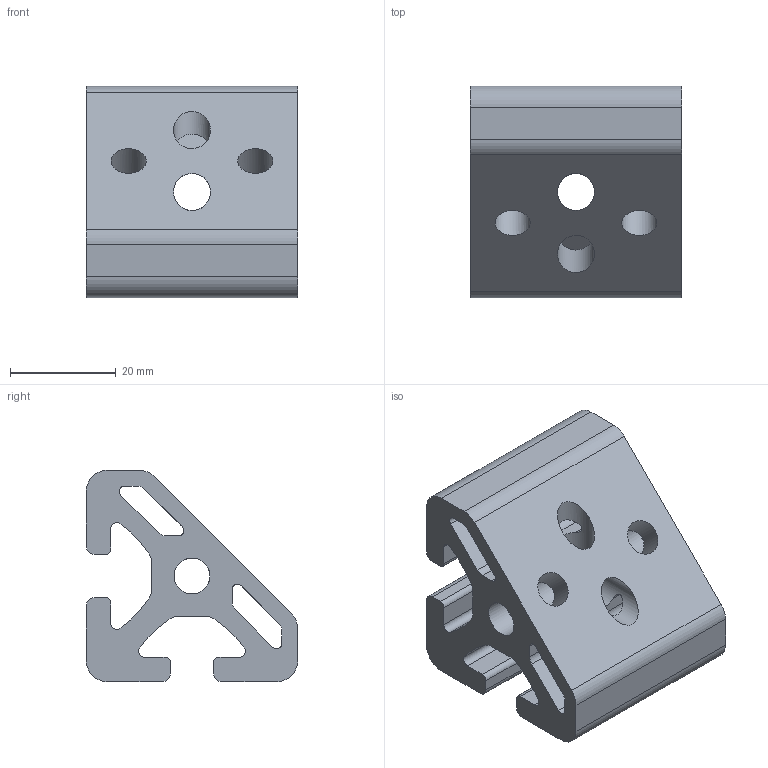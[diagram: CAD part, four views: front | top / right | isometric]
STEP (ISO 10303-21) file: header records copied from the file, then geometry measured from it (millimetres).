
FILE_DESCRIPTION(/* description */ ('Winkelelement T1-40'),/* implementation_level */ '2;1');
FILE_NAME(/* name */ '282321001 Winkelelement T1-40.stp',/* time_stamp */ '2020-03-10T14:28:19+01:00',/* author */ ('wheldmann'),/* organization */ (''),/* preprocessor_version */ 'ST-DEVELOPER v17.2',/* originating_system */ 'Autodesk Inventor 2019',/* authorisation */ ' ');
FILE_SCHEMA (('AUTOMOTIVE_DESIGN { 1 0 10303 214 3 1 1 }'));
Length unit declared in the file: millimetre
Products named in the file (1): 282321001
Bounding box: 40 x 40 x 40 mm (x, y, z)
Volume: 27686.8 mm3; surface area: 13949.3 mm2
Topology: 1 solids, 1 shells, 76 faces, 259 edges, 175 vertices
Faces by surface type: cylinder 45, plane 29, cone 2
Full cylindrical faces by diameter (mm): 6.647 x4, 6.8 x2, 7 x4
Entity records: 3345 total; most frequent: CARTESIAN_POINT 992, ORIENTED_EDGE 514, DIRECTION 472, EDGE_CURVE 257, VERTEX_POINT 175, AXIS2_PLACEMENT_3D 171, LINE 130, VECTOR 130
